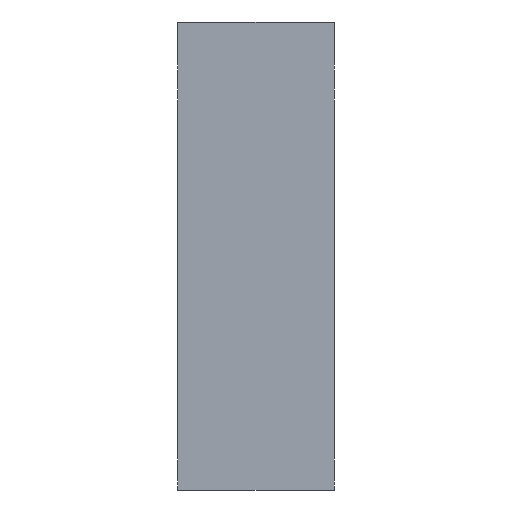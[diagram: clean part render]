
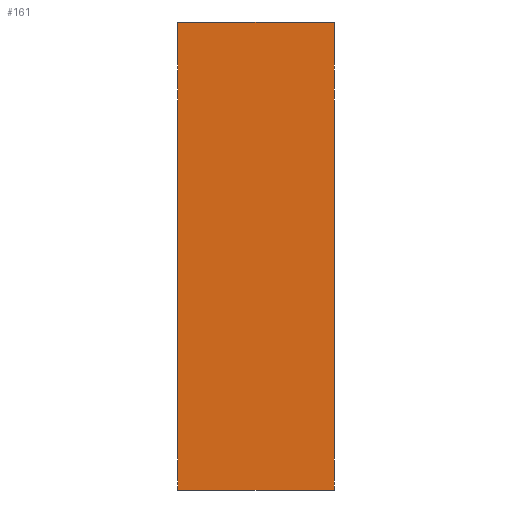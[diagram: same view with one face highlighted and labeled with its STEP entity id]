
A CAD part, top view. The second image highlights one B-rep face of the part: STEP entity #161.
In plain terms, the highlighted planar face has unit normal (0, 0, 1).
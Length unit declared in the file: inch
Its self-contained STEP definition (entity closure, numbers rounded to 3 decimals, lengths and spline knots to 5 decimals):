
#24=FACE_OUTER_BOUND('',#33,.T.);
#33=EDGE_LOOP('',(#134,#135,#136,#137));
#38=LINE('',#248,#53);
#47=LINE('',#271,#62);
#48=LINE('',#274,#63);
#49=LINE('',#275,#64);
#53=VECTOR('',#199,3.);
#62=VECTOR('',#224,1.);
#63=VECTOR('',#227,3.);
#64=VECTOR('',#228,1.);
#77=VERTEX_POINT('',#245);
#78=VERTEX_POINT('',#247);
#84=VERTEX_POINT('',#269);
#85=VERTEX_POINT('',#273);
#91=EDGE_CURVE('',#77,#78,#38,.T.);
#103=EDGE_CURVE('',#77,#84,#47,.T.);
#104=EDGE_CURVE('',#84,#85,#48,.T.);
#105=EDGE_CURVE('',#85,#78,#49,.T.);
#134=ORIENTED_EDGE('',*,*,#103,.T.);
#135=ORIENTED_EDGE('',*,*,#104,.T.);
#136=ORIENTED_EDGE('',*,*,#105,.T.);
#137=ORIENTED_EDGE('',*,*,#91,.F.);
#152=PLANE('',#184);
#161=ADVANCED_FACE('',(#24),#152,.T.);
#184=AXIS2_PLACEMENT_3D('',#272,#225,#226);
#199=DIRECTION('',(0.,1.,0.));
#224=DIRECTION('',(1.,0.,0.));
#225=DIRECTION('center_axis',(0.,0.,1.));
#226=DIRECTION('ref_axis',(0.,-1.,0.));
#227=DIRECTION('',(0.,1.,0.));
#228=DIRECTION('',(-1.,0.,0.));
#245=CARTESIAN_POINT('',(-0.5,-3.,0.));
#247=CARTESIAN_POINT('',(-0.5,0.,0.));
#248=CARTESIAN_POINT('',(-0.5,-3.,0.));
#269=CARTESIAN_POINT('',(0.5,-3.,0.));
#271=CARTESIAN_POINT('',(-0.5,-3.,0.));
#272=CARTESIAN_POINT('Origin',(-0.5,0.,0.));
#273=CARTESIAN_POINT('',(0.5,0.,0.));
#274=CARTESIAN_POINT('',(0.5,-3.,0.));
#275=CARTESIAN_POINT('',(0.5,0.,0.));
